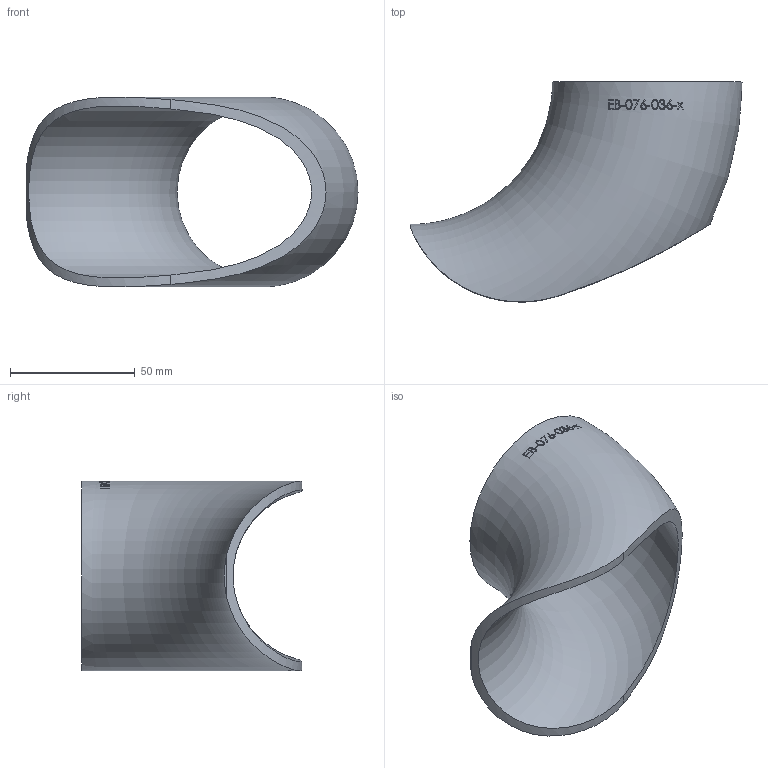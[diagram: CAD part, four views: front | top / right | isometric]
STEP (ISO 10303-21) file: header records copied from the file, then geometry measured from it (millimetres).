
FILE_DESCRIPTION (( 'STEP AP214' ), '1' );
FILE_NAME ('EB-076-036-x Einschweissbogen 2208.STEP', '2022-10-07T07:50:59', ( '' ), ( '' ), 'SwSTEP 2.0', 'SolidWorks 2019', '' );
FILE_SCHEMA (( 'AUTOMOTIVE_DESIGN' ));
Length unit declared in the file: millimetre
Products named in the file (1): EB-076-036-x Einschweissbogen 2208
Bounding box: 133.05 x 88.18 x 76.1 mm (x, y, z)
Volume: 74394.6 mm3; surface area: 43603.1 mm2
Topology: 1 solids, 1 shells, 143 faces, 382 edges, 258 vertices
Faces by surface type: bspline 120, torus 20, plane 2, cylinder 1
Entity records: 19161 total; most frequent: CARTESIAN_POINT 15213, ORIENTED_EDGE 756, EDGE_CURVE 378, B_SPLINE_CURVE_WITH_KNOTS 372, VERTEX_POINT 256, EDGE_LOOP 164, FACE_OUTER_BOUND 145, ADVANCED_FACE 143
